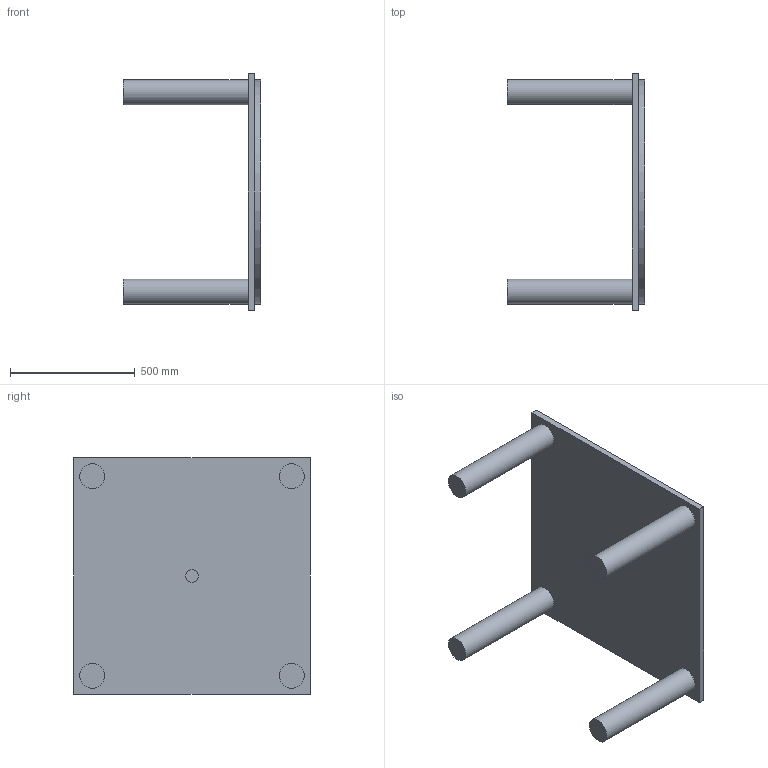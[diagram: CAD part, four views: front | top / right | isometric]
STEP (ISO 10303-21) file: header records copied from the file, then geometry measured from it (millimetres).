
FILE_DESCRIPTION(/* description */ (''),/* implementation_level */ '2;1');
FILE_NAME(/* name */ 'TurnTable P.step',/* time_stamp */ '2020-02-12T15:30:17+01:00',/* author */ (''),/* organization */ (''),/* preprocessor_version */ 'ST-DEVELOPER v18',/* originating_system */ 'Autodesk Translation Framework v8.12.0.6',/* authorisation */ '');
FILE_SCHEMA (('AUTOMOTIVE_DESIGN { 1 0 10303 214 3 1 1 }'));
Length unit declared in the file: inch
Products named in the file (3): (Unsaved); PRT0001; PRT0002
Assembly tree (2 placements, depth 2):
  (Unsaved)
    PRT0001
    PRT0002
Bounding box: 550 x 950 x 950 mm (x, y, z)
Volume: 53929339.2 mm3; surface area: 3883130.4 mm2
Topology: 2 solids, 2 shells, 35 faces, 78 edges, 60 vertices
Faces by surface type: plane 21, cylinder 14
Full cylindrical faces by diameter (mm): 50 x3, 100 x10, 900 x1
Entity records: 1123 total; most frequent: DIRECTION 210, CARTESIAN_POINT 178, ORIENTED_EDGE 156, AXIS2_PLACEMENT_3D 92, EDGE_CURVE 78, VERTEX_POINT 60, CIRCLE 52, EDGE_LOOP 48
